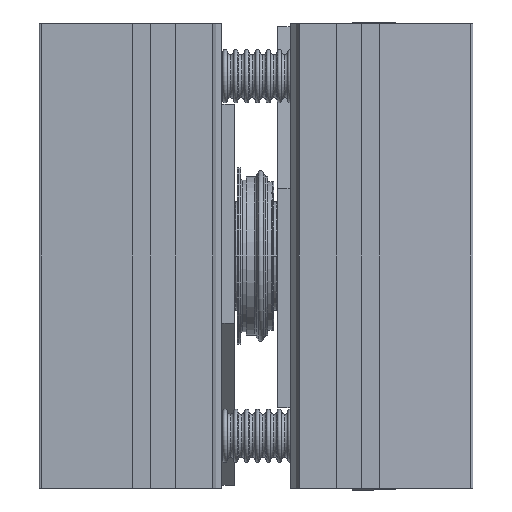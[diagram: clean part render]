
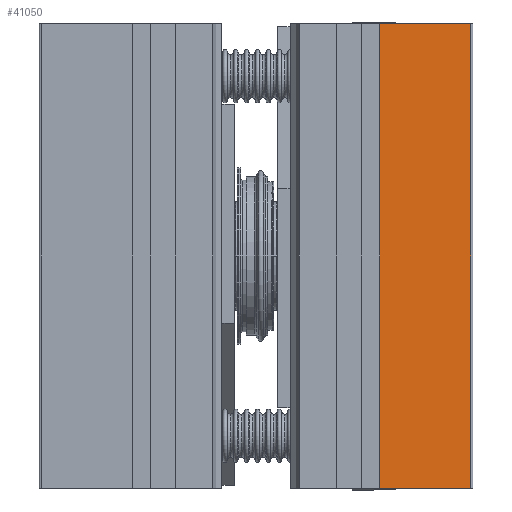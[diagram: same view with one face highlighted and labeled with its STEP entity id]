
A CAD part, left-side view. The second image highlights one B-rep face of the part: STEP entity #41050.
In plain terms, the highlighted planar face has unit normal (-0.999, -0.034, 0).
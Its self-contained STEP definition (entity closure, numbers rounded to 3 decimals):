
#199 = CARTESIAN_POINT ( 'NONE',  ( -83.15, -58.35, 75. ) ) ;
#249 = LINE ( 'NONE', #28151, #42527 ) ;
#979 = PLANE ( 'NONE',  #20939 ) ;
#2502 = EDGE_LOOP ( 'NONE', ( #32153, #36284, #48564, #3863 ) ) ;
#2586 = VECTOR ( 'NONE', #45496, 1000. ) ;
#3863 = ORIENTED_EDGE ( 'NONE', *, *, #39486, .T. ) ;
#6243 = DIRECTION ( 'NONE',  ( 0.034, -0.999, 0. ) ) ;
#7161 = LINE ( 'NONE', #9831, #31326 ) ;
#8408 = DIRECTION ( 'NONE',  ( -0.034, 0.999, 0. ) ) ;
#8839 = FACE_OUTER_BOUND ( 'NONE', #2502, .T. ) ;
#9111 = DIRECTION ( 'NONE',  ( 0., 0., -1. ) ) ;
#9831 = CARTESIAN_POINT ( 'NONE',  ( -84.157, -28.994, 75. ) ) ;
#14058 = EDGE_CURVE ( 'NONE', #15439, #45312, #37208, .T. ) ;
#15439 = VERTEX_POINT ( 'NONE', #32663 ) ;
#16745 = VECTOR ( 'NONE', #31404, 1000. ) ;
#20939 = AXIS2_PLACEMENT_3D ( 'NONE', #27623, #31499, #8408 ) ;
#23687 = VERTEX_POINT ( 'NONE', #28119 ) ;
#25715 = EDGE_CURVE ( 'NONE', #23687, #45312, #37002, .T. ) ;
#27623 = CARTESIAN_POINT ( 'NONE',  ( -84.157, -28.994, 75. ) ) ;
#28103 = EDGE_CURVE ( 'NONE', #31953, #15439, #7161, .T. ) ;
#28119 = CARTESIAN_POINT ( 'NONE',  ( -84.157, -28.994, -75. ) ) ;
#28151 = CARTESIAN_POINT ( 'NONE',  ( -84.157, -28.994, 75. ) ) ;
#31326 = VECTOR ( 'NONE', #6243, 1000. ) ;
#31404 = DIRECTION ( 'NONE',  ( 0., 0., -1. ) ) ;
#31499 = DIRECTION ( 'NONE',  ( 0.999, 0.034, 0. ) ) ;
#31953 = VERTEX_POINT ( 'NONE', #47277 ) ;
#32153 = ORIENTED_EDGE ( 'NONE', *, *, #25715, .T. ) ;
#32663 = CARTESIAN_POINT ( 'NONE',  ( -83.15, -58.35, 75. ) ) ;
#36284 = ORIENTED_EDGE ( 'NONE', *, *, #14058, .F. ) ;
#36484 = CARTESIAN_POINT ( 'NONE',  ( -83.15, -58.35, -75. ) ) ;
#37002 = LINE ( 'NONE', #38357, #2586 ) ;
#37208 = LINE ( 'NONE', #199, #16745 ) ;
#38357 = CARTESIAN_POINT ( 'NONE',  ( -84.157, -28.994, -75. ) ) ;
#39486 = EDGE_CURVE ( 'NONE', #31953, #23687, #249, .T. ) ;
#41050 = ADVANCED_FACE ( 'NONE', ( #8839 ), #979, .F. ) ;
#42527 = VECTOR ( 'NONE', #9111, 1000. ) ;
#45312 = VERTEX_POINT ( 'NONE', #36484 ) ;
#45496 = DIRECTION ( 'NONE',  ( 0.034, -0.999, 0. ) ) ;
#47277 = CARTESIAN_POINT ( 'NONE',  ( -84.157, -28.994, 75. ) ) ;
#48564 = ORIENTED_EDGE ( 'NONE', *, *, #28103, .F. ) ;
